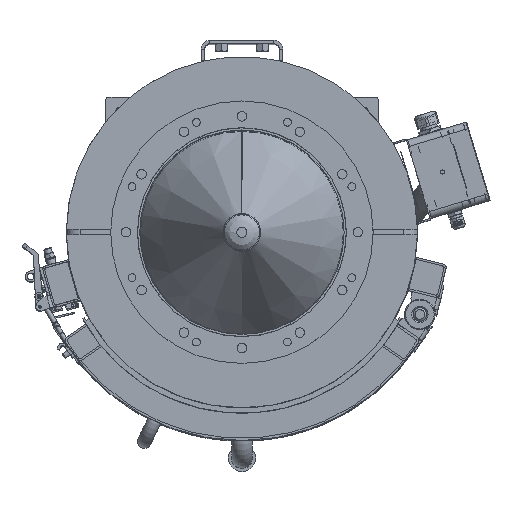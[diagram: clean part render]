
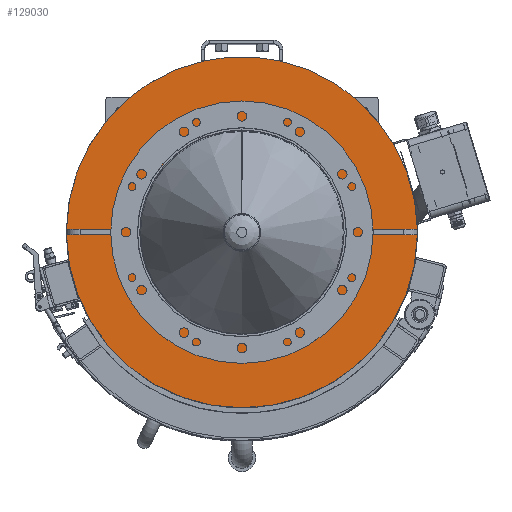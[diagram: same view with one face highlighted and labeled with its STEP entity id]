
A CAD part, top view. The second image highlights one B-rep face of the part: STEP entity #129030.
In plain terms, the highlighted planar face has unit normal (0, 0, 1).
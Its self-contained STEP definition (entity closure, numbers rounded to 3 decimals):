
#14159=LINE($,#217912,#25901);
#14163=LINE($,#217924,#25905);
#14165=LINE($,#217928,#25907);
#14166=LINE($,#217933,#25908);
#14167=LINE($,#217935,#25909);
#14168=LINE($,#217936,#25910);
#25901=VECTOR($,#159146,64.969);
#25905=VECTOR($,#159158,8.);
#25907=VECTOR($,#159164,64.969);
#25908=VECTOR($,#159169,64.969);
#25909=VECTOR($,#159170,8.);
#25910=VECTOR($,#159171,64.969);
#31820=PLANE($,#135896);
#33668=FACE_BOUND($,#46917,.T.);
#33669=FACE_BOUND($,#46918,.T.);
#46917=EDGE_LOOP($,(#108366));
#46918=EDGE_LOOP($,(#108367,#108368,#108369,#108370,#108371,#108372,#108373,
#108374,#108375,#108376));
#49121=CIRCLE($,#133749,257.5);
#49124=CIRCLE($,#133752,257.5);
#49127=CIRCLE($,#133755,257.5);
#50037=CIRCLE($,#135897,153.5);
#50038=CIRCLE($,#135898,257.5);
#59022=VERTEX_POINT($,#206126);
#59023=VERTEX_POINT($,#206128);
#59025=VERTEX_POINT($,#206132);
#59026=VERTEX_POINT($,#206134);
#59028=VERTEX_POINT($,#206138);
#59029=VERTEX_POINT($,#206140);
#60619=VERTEX_POINT($,#217911);
#60622=VERTEX_POINT($,#217920);
#60624=VERTEX_POINT($,#217930);
#60625=VERTEX_POINT($,#217932);
#60626=VERTEX_POINT($,#217934);
#74326=EDGE_CURVE($,#59022,#59023,#49121,.T.);
#74329=EDGE_CURVE($,#59025,#59026,#49124,.T.);
#74332=EDGE_CURVE($,#59028,#59029,#49127,.T.);
#76888=EDGE_CURVE($,#60619,#59026,#14159,.T.);
#76894=EDGE_CURVE($,#60622,#60619,#14163,.T.);
#76896=EDGE_CURVE($,#59028,#60622,#14165,.T.);
#76897=EDGE_CURVE($,#60624,#60624,#50037,.T.);
#76898=EDGE_CURVE($,#59025,#60625,#14166,.T.);
#76899=EDGE_CURVE($,#60625,#60626,#14167,.T.);
#76900=EDGE_CURVE($,#60626,#59023,#14168,.T.);
#76901=EDGE_CURVE($,#59029,#59022,#50038,.T.);
#108366=ORIENTED_EDGE($,*,*,#76897,.T.);
#108367=ORIENTED_EDGE($,*,*,#76896,.T.);
#108368=ORIENTED_EDGE($,*,*,#76894,.T.);
#108369=ORIENTED_EDGE($,*,*,#76888,.T.);
#108370=ORIENTED_EDGE($,*,*,#74329,.F.);
#108371=ORIENTED_EDGE($,*,*,#76898,.T.);
#108372=ORIENTED_EDGE($,*,*,#76899,.T.);
#108373=ORIENTED_EDGE($,*,*,#76900,.T.);
#108374=ORIENTED_EDGE($,*,*,#74326,.F.);
#108375=ORIENTED_EDGE($,*,*,#76901,.F.);
#108376=ORIENTED_EDGE($,*,*,#74332,.F.);
#129030=ADVANCED_FACE($,(#33668,#33669),#31820,.T.);
#133749=AXIS2_PLACEMENT_3D($,#206129,#153524,#153525);
#133752=AXIS2_PLACEMENT_3D($,#206135,#153530,#153531);
#133755=AXIS2_PLACEMENT_3D($,#206141,#153536,#153537);
#135896=AXIS2_PLACEMENT_3D($,#217929,#159165,#159166);
#135897=AXIS2_PLACEMENT_3D($,#217931,#159167,#159168);
#135898=AXIS2_PLACEMENT_3D($,#217937,#159172,#159173);
#153524=DIRECTION('center_axis',(0.,0.,-1.));
#153525=DIRECTION('ref_axis',(1.,0.,0.));
#153530=DIRECTION('center_axis',(0.,0.,-1.));
#153531=DIRECTION('ref_axis',(1.,0.,0.));
#153536=DIRECTION('center_axis',(0.,0.,-1.));
#153537=DIRECTION('ref_axis',(1.,0.,0.));
#159146=DIRECTION($,(-1.,0.,0.));
#159158=DIRECTION($,(0.,-1.,0.));
#159164=DIRECTION($,(1.,0.,0.));
#159165=DIRECTION('center_axis',(0.,0.,1.));
#159166=DIRECTION('ref_axis',(1.,0.,0.));
#159167=DIRECTION('center_axis',(0.,0.,-1.));
#159168=DIRECTION('ref_axis',(-0.108,-0.994,0.));
#159169=DIRECTION($,(-1.,0.,0.));
#159170=DIRECTION($,(0.,1.,0.));
#159171=DIRECTION($,(1.,0.,0.));
#159172=DIRECTION('center_axis',(0.,0.,-1.));
#159173=DIRECTION('ref_axis',(1.,0.,0.));
#206126=CARTESIAN_POINT('',(55.,251.558,380.));
#206128=CARTESIAN_POINT('',(257.469,4.,380.));
#206129=CARTESIAN_POINT('Origin',(0.,0.,380.));
#206132=CARTESIAN_POINT('',(257.469,-4.,380.));
#206134=CARTESIAN_POINT('',(-257.469,-4.,380.));
#206135=CARTESIAN_POINT('Origin',(0.,0.,380.));
#206138=CARTESIAN_POINT('',(-257.469,4.,380.));
#206140=CARTESIAN_POINT('',(-55.,251.558,380.));
#206141=CARTESIAN_POINT('Origin',(0.,0.,380.));
#217911=CARTESIAN_POINT('',(-192.5,-4.,380.));
#217912=CARTESIAN_POINT($,(-112.5,-4.,380.));
#217920=CARTESIAN_POINT('',(-192.5,4.,380.));
#217924=CARTESIAN_POINT($,(-192.5,36.029,380.));
#217928=CARTESIAN_POINT($,(-112.5,4.,380.));
#217929=CARTESIAN_POINT('Origin',(0.,72.058,380.));
#217930=CARTESIAN_POINT('',(16.557,152.604,380.));
#217931=CARTESIAN_POINT('Origin',(0.,0.,
380.));
#217932=CARTESIAN_POINT('',(192.5,-4.,380.));
#217933=CARTESIAN_POINT($,(112.5,-4.,380.));
#217934=CARTESIAN_POINT('',(192.5,4.,380.));
#217935=CARTESIAN_POINT($,(192.5,36.029,380.));
#217936=CARTESIAN_POINT($,(112.5,4.,380.));
#217937=CARTESIAN_POINT('Origin',(0.,0.,380.));
